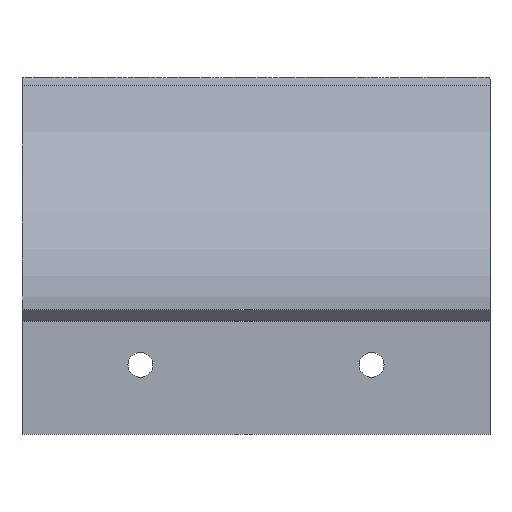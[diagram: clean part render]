
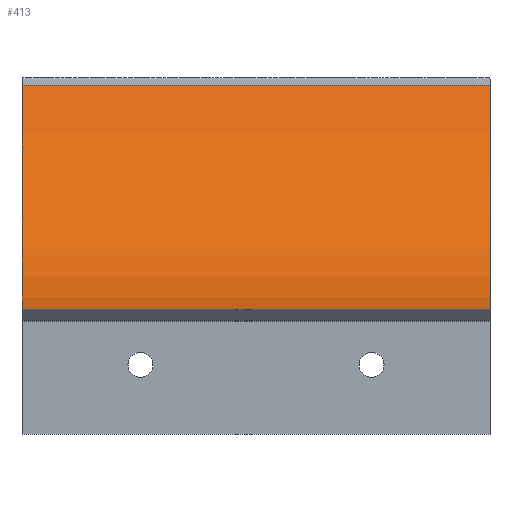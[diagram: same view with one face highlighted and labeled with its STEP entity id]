
A CAD part, top view. The second image highlights one B-rep face of the part: STEP entity #413.
In plain terms, the highlighted cylindrical face has radius 60.084 mm (diameter 120.168 mm), a partial arc.
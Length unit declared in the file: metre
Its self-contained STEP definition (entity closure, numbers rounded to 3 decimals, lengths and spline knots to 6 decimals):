
#13=CIRCLE('',#460,0.060084);
#14=CIRCLE('',#461,0.060084);
#21=CYLINDRICAL_SURFACE('',#459,0.060084);
#32=B_SPLINE_CURVE_WITH_KNOTS('',3,(#665,#666,#667,#668),.UNSPECIFIED.,
 .F.,.F.,(4,4),(0.,1.),.UNSPECIFIED.);
#55=LINE('',#672,#86);
#86=VECTOR('',#536,1.);
#129=ORIENTED_EDGE('',*,*,#250,.F.);
#130=ORIENTED_EDGE('',*,*,#251,.T.);
#131=ORIENTED_EDGE('',*,*,#252,.T.);
#132=ORIENTED_EDGE('',*,*,#253,.F.);
#250=EDGE_CURVE('',#310,#311,#13,.T.);
#251=EDGE_CURVE('',#310,#312,#32,.T.);
#252=EDGE_CURVE('',#312,#313,#14,.T.);
#253=EDGE_CURVE('',#311,#313,#55,.T.);
#310=VERTEX_POINT('',#663);
#311=VERTEX_POINT('',#664);
#312=VERTEX_POINT('',#669);
#313=VERTEX_POINT('',#671);
#343=EDGE_LOOP('',(#129,#130,#131,#132));
#372=FACE_BOUND('',#343,.T.);
#413=ADVANCED_FACE('',(#372),#21,.F.);
#459=AXIS2_PLACEMENT_3D('',#661,#530,#531);
#460=AXIS2_PLACEMENT_3D('',#662,#532,#533);
#461=AXIS2_PLACEMENT_3D('',#670,#534,#535);
#530=DIRECTION('',(-1.,0.,0.));
#531=DIRECTION('',(0.,0.,1.));
#532=DIRECTION('',(-1.,0.,0.));
#533=DIRECTION('',(0.,0.,-1.));
#534=DIRECTION('',(-1.,0.,0.));
#535=DIRECTION('',(0.,0.,-1.));
#536=DIRECTION('',(-1.,0.,0.));
#661=CARTESIAN_POINT('',(0.047625,0.048501,0.055624));
#662=CARTESIAN_POINT('',(0.047625,0.048501,0.055624));
#663=CARTESIAN_POINT('',(0.047625,0.035308,-0.002994));
#664=CARTESIAN_POINT('',(0.047625,-0.01054,0.044476));
#665=CARTESIAN_POINT('',(0.047625,0.035308,-0.002994));
#666=CARTESIAN_POINT('',(0.015875,0.035308,-0.002994));
#667=CARTESIAN_POINT('',(-0.015875,0.035308,-0.002994));
#668=CARTESIAN_POINT('',(-0.047625,0.035308,-0.002994));
#669=CARTESIAN_POINT('',(-0.047625,0.035308,-0.002994));
#670=CARTESIAN_POINT('',(-0.047625,0.048501,0.055624));
#671=CARTESIAN_POINT('',(-0.047625,-0.01054,0.044476));
#672=CARTESIAN_POINT('',(0.047625,-0.01054,0.044476));
